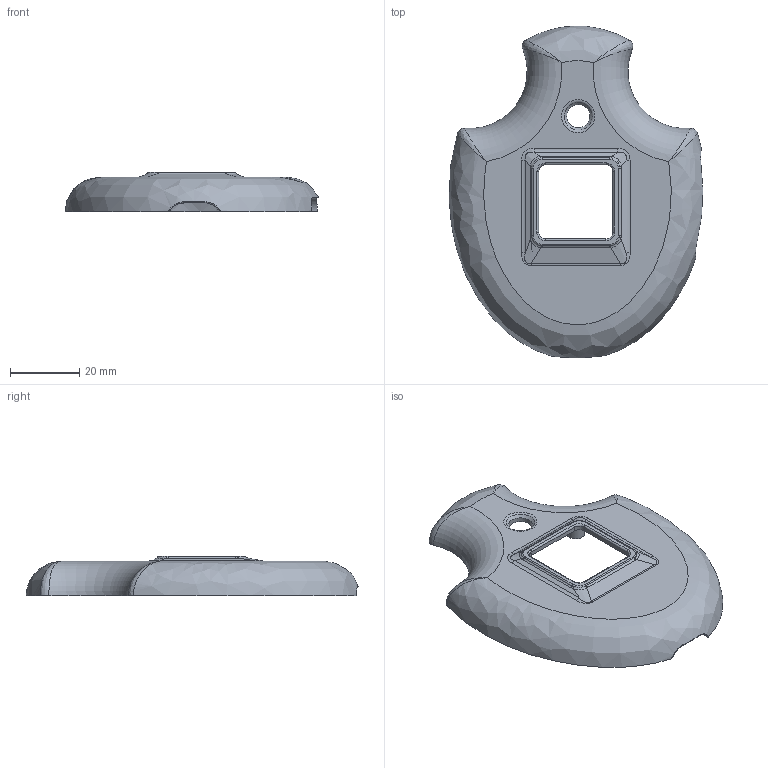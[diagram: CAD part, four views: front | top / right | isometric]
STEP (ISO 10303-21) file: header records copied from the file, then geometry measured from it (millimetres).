
FILE_DESCRIPTION(/* description */ (''),/* implementation_level */ '2;1');
FILE_NAME(/* name */ 'FreeSK8-Bruce-Shell-Top-v1.2.stp',/* time_stamp */ '2021-06-08T20:25:06-07:00',/* author */ ('andre'),/* organization */ (''),/* preprocessor_version */ 'ST-DEVELOPER v17',/* originating_system */ 'Autodesk Inventor 2019',/* authorisation */ '');
FILE_SCHEMA (('AUTOMOTIVE_DESIGN { 1 0 10303 214 3 1 1 }'));
Length unit declared in the file: millimetre
Products named in the file (1): RoboPuck-Shell-Top-v1.1
Bounding box: 73.04 x 95.56 x 11.5 mm (x, y, z)
Volume: 10359.1 mm3; surface area: 12450.8 mm2
Topology: 1 solids, 1 shells, 187 faces, 481 edges, 299 vertices
Faces by surface type: bspline 73, plane 40, cylinder 39, torus 21, cone 14
Full cylindrical faces by diameter (mm): 2.3 x4, 6.7 x1
Entity records: 9596 total; most frequent: CARTESIAN_POINT 5487, ORIENTED_EDGE 954, DIRECTION 685, EDGE_CURVE 477, VERTEX_POINT 299, AXIS2_PLACEMENT_3D 275, EDGE_LOOP 198, FACE_OUTER_BOUND 187
